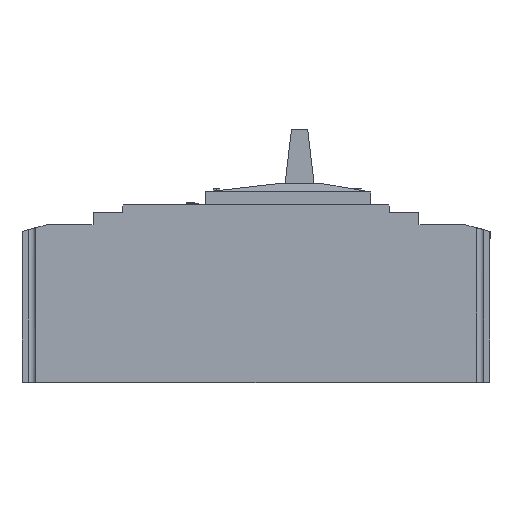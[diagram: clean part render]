
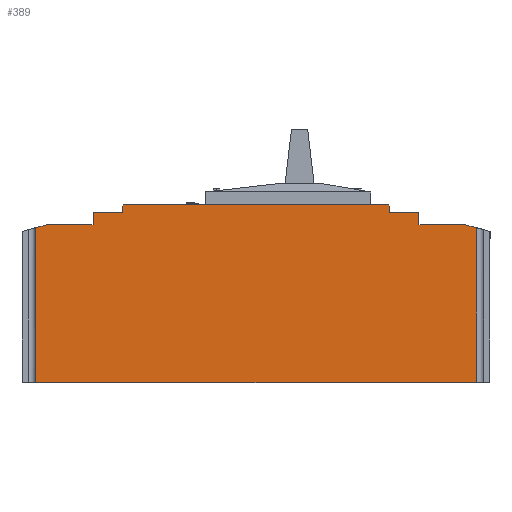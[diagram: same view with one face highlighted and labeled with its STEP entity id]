
A CAD part, top view. The second image highlights one B-rep face of the part: STEP entity #389.
In plain terms, the highlighted planar face has unit normal (0, 0, 1).
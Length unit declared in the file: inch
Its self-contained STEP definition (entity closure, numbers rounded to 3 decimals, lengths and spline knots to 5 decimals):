
#61 = CARTESIAN_POINT ( 'NONE',  ( 3.97638, 3.83858, 2.75591 ) ) ;
#344 = VERTEX_POINT ( 'NONE', #7424 ) ;
#389 = ADVANCED_FACE ( 'NONE', ( #26130 ), #29463, .T. ) ;
#1537 = CARTESIAN_POINT ( 'NONE',  ( 3.26772, 4.13386, 2.75591 ) ) ;
#1843 = EDGE_CURVE ( 'NONE', #23352, #29254, #18070, .T. ) ;
#2206 = ORIENTED_EDGE ( 'NONE', *, *, #33960, .T. ) ;
#2221 = VECTOR ( 'NONE', #33331, 39.37008 ) ;
#2317 = CARTESIAN_POINT ( 'NONE',  ( -5.70866, 4.33071, 2.75591 ) ) ;
#2351 = EDGE_CURVE ( 'NONE', #23352, #16113, #22246, .T. ) ;
#2956 = EDGE_CURVE ( 'NONE', #13182, #35469, #42930, .T. ) ;
#3404 = DIRECTION ( 'NONE',  ( -0.966, 0.258, 0. ) ) ;
#3571 = CARTESIAN_POINT ( 'NONE',  ( -3.26772, 4.29134, 2.75591 ) ) ;
#4715 = EDGE_CURVE ( 'NONE', #34302, #13141, #5525, .T. ) ;
#4828 = CARTESIAN_POINT ( 'NONE',  ( 3.24803, 4.31102, 2.75591 ) ) ;
#5293 = CARTESIAN_POINT ( 'NONE',  ( -3.97638, 0., 2.75591 ) ) ;
#5301 = CARTESIAN_POINT ( 'NONE',  ( -5.37451, 0., 2.75591 ) ) ;
#5525 = LINE ( 'NONE', #5293, #41561 ) ;
#5547 = DIRECTION ( 'NONE',  ( 0.707, 0.707, 0. ) ) ;
#5661 = LINE ( 'NONE', #2317, #27537 ) ;
#5805 = VERTEX_POINT ( 'NONE', #42526 ) ;
#6078 = CARTESIAN_POINT ( 'NONE',  ( 5.37451, 3.77021, 2.75591 ) ) ;
#6455 = EDGE_CURVE ( 'NONE', #5805, #17984, #31478, .T. ) ;
#6740 = DIRECTION ( 'NONE',  ( 1., 0., 0. ) ) ;
#6772 = LINE ( 'NONE', #23286, #18730 ) ;
#7424 = CARTESIAN_POINT ( 'NONE',  ( 3.26772, 4.29134, 2.75591 ) ) ;
#8155 = DIRECTION ( 'NONE',  ( 0.707, -0.707, 0. ) ) ;
#8323 = CARTESIAN_POINT ( 'NONE',  ( 3.22835, 4.33071, 2.75591 ) ) ;
#8492 = AXIS2_PLACEMENT_3D ( 'NONE', #8750, #12538, #35924 ) ;
#8750 = CARTESIAN_POINT ( 'NONE',  ( -5.70866, 0., 2.75591 ) ) ;
#9135 = EDGE_CURVE ( 'NONE', #17984, #344, #36768, .T. ) ;
#9691 = VERTEX_POINT ( 'NONE', #24846 ) ;
#10401 = VECTOR ( 'NONE', #35165, 39.37008 ) ;
#10425 = EDGE_CURVE ( 'NONE', #10807, #31160, #40789, .T. ) ;
#10807 = VERTEX_POINT ( 'NONE', #29789 ) ;
#10991 = CARTESIAN_POINT ( 'NONE',  ( -5.70866, 4.13386, 2.75591 ) ) ;
#11483 = EDGE_CURVE ( 'NONE', #31728, #13182, #13884, .T. ) ;
#11739 = EDGE_CURVE ( 'NONE', #13707, #5805, #14888, .T. ) ;
#12009 = CARTESIAN_POINT ( 'NONE',  ( -3.24803, 4.31102, 2.75591 ) ) ;
#12049 = EDGE_CURVE ( 'NONE', #32541, #344, #17738, .T. ) ;
#12059 = ORIENTED_EDGE ( 'NONE', *, *, #6455, .T. ) ;
#12182 = CARTESIAN_POINT ( 'NONE',  ( -5.70866, 3.83858, 2.75591 ) ) ;
#12303 = EDGE_CURVE ( 'NONE', #9691, #13707, #6772, .T. ) ;
#12403 = ORIENTED_EDGE ( 'NONE', *, *, #12303, .T. ) ;
#12538 = DIRECTION ( 'NONE',  ( 0., 0., 1. ) ) ;
#12675 = ORIENTED_EDGE ( 'NONE', *, *, #11739, .T. ) ;
#12855 = CARTESIAN_POINT ( 'NONE',  ( -5.11811, 3.83858, 2.75591 ) ) ;
#13052 = DIRECTION ( 'NONE',  ( -1., 0., 0. ) ) ;
#13141 = VERTEX_POINT ( 'NONE', #29844 ) ;
#13182 = VERTEX_POINT ( 'NONE', #38058 ) ;
#13707 = VERTEX_POINT ( 'NONE', #61 ) ;
#13884 = LINE ( 'NONE', #27482, #36100 ) ;
#14735 = CARTESIAN_POINT ( 'NONE',  ( -3.26772, 0., 2.75591 ) ) ;
#14888 = LINE ( 'NONE', #39166, #10401 ) ;
#16113 = VERTEX_POINT ( 'NONE', #25022 ) ;
#16648 = ORIENTED_EDGE ( 'NONE', *, *, #2956, .T. ) ;
#17593 = CARTESIAN_POINT ( 'NONE',  ( -3.97638, 4.13386, 2.75591 ) ) ;
#17715 = ORIENTED_EDGE ( 'NONE', *, *, #2351, .F. ) ;
#17738 = LINE ( 'NONE', #4828, #22291 ) ;
#17984 = VERTEX_POINT ( 'NONE', #1537 ) ;
#18070 = LINE ( 'NONE', #14735, #19696 ) ;
#18084 = ORIENTED_EDGE ( 'NONE', *, *, #1843, .T. ) ;
#18730 = VECTOR ( 'NONE', #37290, 39.37008 ) ;
#18842 = VECTOR ( 'NONE', #41739, 39.37008 ) ;
#18890 = EDGE_CURVE ( 'NONE', #32541, #16113, #5661, .T. ) ;
#19203 = EDGE_CURVE ( 'NONE', #29254, #34302, #24451, .T. ) ;
#19497 = EDGE_CURVE ( 'NONE', #13141, #31728, #43381, .T. ) ;
#19696 = VECTOR ( 'NONE', #41254, 39.37008 ) ;
#20357 = ORIENTED_EDGE ( 'NONE', *, *, #24029, .T. ) ;
#20408 = EDGE_LOOP ( 'NONE', ( #28380, #34000, #16648, #20357, #23317, #2206, #12403, #12675, #12059, #23000, #32638, #42422, #17715, #18084, #40418, #41695 ) ) ;
#21153 = VECTOR ( 'NONE', #5547, 39.37008 ) ;
#21622 = VECTOR ( 'NONE', #3404, 39.37008 ) ;
#22246 = LINE ( 'NONE', #12009, #21153 ) ;
#22291 = VECTOR ( 'NONE', #8155, 39.37008 ) ;
#23000 = ORIENTED_EDGE ( 'NONE', *, *, #9135, .T. ) ;
#23286 = CARTESIAN_POINT ( 'NONE',  ( -5.70866, 3.83858, 2.75591 ) ) ;
#23317 = ORIENTED_EDGE ( 'NONE', *, *, #10425, .T. ) ;
#23352 = VERTEX_POINT ( 'NONE', #3571 ) ;
#24029 = EDGE_CURVE ( 'NONE', #35469, #10807, #33495, .T. ) ;
#24451 = LINE ( 'NONE', #27574, #40317 ) ;
#24846 = CARTESIAN_POINT ( 'NONE',  ( 5.11811, 3.83858, 2.75591 ) ) ;
#25022 = CARTESIAN_POINT ( 'NONE',  ( -3.22835, 4.33071, 2.75591 ) ) ;
#26044 = VECTOR ( 'NONE', #13052, 39.37008 ) ;
#26130 = FACE_OUTER_BOUND ( 'NONE', #20408, .T. ) ;
#26779 = VECTOR ( 'NONE', #34767, 39.37008 ) ;
#27482 = CARTESIAN_POINT ( 'NONE',  ( -5.11811, 3.83858, 2.75591 ) ) ;
#27537 = VECTOR ( 'NONE', #42664, 39.37008 ) ;
#27574 = CARTESIAN_POINT ( 'NONE',  ( -5.70866, 4.13386, 2.75591 ) ) ;
#28380 = ORIENTED_EDGE ( 'NONE', *, *, #19497, .T. ) ;
#29254 = VERTEX_POINT ( 'NONE', #30841 ) ;
#29350 = DIRECTION ( 'NONE',  ( 0., -1., 0. ) ) ;
#29463 = PLANE ( 'NONE',  #8492 ) ;
#29789 = CARTESIAN_POINT ( 'NONE',  ( 5.37451, 0., 2.75591 ) ) ;
#29844 = CARTESIAN_POINT ( 'NONE',  ( -3.97638, 3.83858, 2.75591 ) ) ;
#29858 = CARTESIAN_POINT ( 'NONE',  ( 3.26772, 0., 2.75591 ) ) ;
#30841 = CARTESIAN_POINT ( 'NONE',  ( -3.26772, 4.13386, 2.75591 ) ) ;
#31160 = VERTEX_POINT ( 'NONE', #34118 ) ;
#31478 = LINE ( 'NONE', #10991, #18842 ) ;
#31728 = VERTEX_POINT ( 'NONE', #12855 ) ;
#31797 = VECTOR ( 'NONE', #39894, 39.37008 ) ;
#32541 = VERTEX_POINT ( 'NONE', #8323 ) ;
#32638 = ORIENTED_EDGE ( 'NONE', *, *, #12049, .F. ) ;
#33331 = DIRECTION ( 'NONE',  ( 0., -1., 0. ) ) ;
#33483 = LINE ( 'NONE', #6078, #21622 ) ;
#33495 = LINE ( 'NONE', #43326, #37525 ) ;
#33960 = EDGE_CURVE ( 'NONE', #31160, #9691, #33483, .T. ) ;
#34000 = ORIENTED_EDGE ( 'NONE', *, *, #11483, .T. ) ;
#34057 = DIRECTION ( 'NONE',  ( -1., 0., 0. ) ) ;
#34118 = CARTESIAN_POINT ( 'NONE',  ( 5.37451, 3.77021, 2.75591 ) ) ;
#34302 = VERTEX_POINT ( 'NONE', #17593 ) ;
#34539 = CARTESIAN_POINT ( 'NONE',  ( 5.37451, 3.83858, 2.75591 ) ) ;
#34767 = DIRECTION ( 'NONE',  ( 0., 1., 0. ) ) ;
#35165 = DIRECTION ( 'NONE',  ( 0., 1., 0. ) ) ;
#35469 = VERTEX_POINT ( 'NONE', #5301 ) ;
#35924 = DIRECTION ( 'NONE',  ( 1., 0., 0. ) ) ;
#36100 = VECTOR ( 'NONE', #41083, 39.37008 ) ;
#36768 = LINE ( 'NONE', #29858, #31797 ) ;
#37290 = DIRECTION ( 'NONE',  ( -1., 0., 0. ) ) ;
#37525 = VECTOR ( 'NONE', #6740, 39.37008 ) ;
#38058 = CARTESIAN_POINT ( 'NONE',  ( -5.37451, 3.77021, 2.75591 ) ) ;
#39166 = CARTESIAN_POINT ( 'NONE',  ( 3.97638, 0., 2.75591 ) ) ;
#39894 = DIRECTION ( 'NONE',  ( 0., 1., 0. ) ) ;
#40317 = VECTOR ( 'NONE', #34057, 39.37008 ) ;
#40418 = ORIENTED_EDGE ( 'NONE', *, *, #19203, .T. ) ;
#40789 = LINE ( 'NONE', #34539, #26779 ) ;
#41083 = DIRECTION ( 'NONE',  ( -0.966, -0.258, 0. ) ) ;
#41254 = DIRECTION ( 'NONE',  ( 0., -1., 0. ) ) ;
#41561 = VECTOR ( 'NONE', #29350, 39.37008 ) ;
#41695 = ORIENTED_EDGE ( 'NONE', *, *, #4715, .T. ) ;
#41739 = DIRECTION ( 'NONE',  ( -1., 0., 0. ) ) ;
#42422 = ORIENTED_EDGE ( 'NONE', *, *, #18890, .T. ) ;
#42526 = CARTESIAN_POINT ( 'NONE',  ( 3.97638, 4.13386, 2.75591 ) ) ;
#42664 = DIRECTION ( 'NONE',  ( -1., 0., 0. ) ) ;
#42930 = LINE ( 'NONE', #43584, #2221 ) ;
#43326 = CARTESIAN_POINT ( 'NONE',  ( 0., 0., 2.75591 ) ) ;
#43381 = LINE ( 'NONE', #12182, #26044 ) ;
#43584 = CARTESIAN_POINT ( 'NONE',  ( -5.37451, 0., 2.75591 ) ) ;
